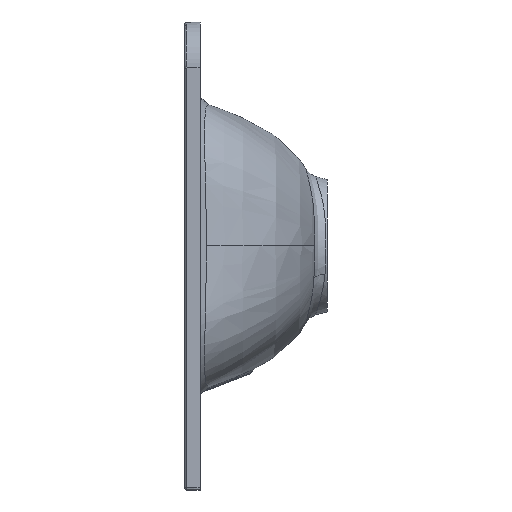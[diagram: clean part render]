
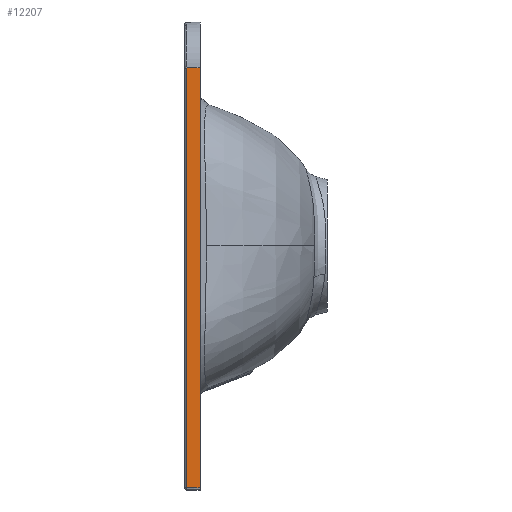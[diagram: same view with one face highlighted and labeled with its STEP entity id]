
A CAD part, left-side view. The second image highlights one B-rep face of the part: STEP entity #12207.
In plain terms, the highlighted planar face has unit normal (-1, 0.018, 0).
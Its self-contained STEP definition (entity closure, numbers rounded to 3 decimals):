
#95 = VECTOR ( 'NONE', #19935, 1000. ) ;
#546 = VECTOR ( 'NONE', #8893, 1000. ) ;
#1048 = DIRECTION ( 'NONE',  ( -0.017, -1., 0. ) ) ;
#1979 = ORIENTED_EDGE ( 'NONE', *, *, #2947, .T. ) ;
#2947 = EDGE_CURVE ( 'NONE', #11091, #17138, #23712, .T. ) ;
#4469 = CARTESIAN_POINT ( 'NONE',  ( -502.272, -1.965, -238. ) ) ;
#5138 = CARTESIAN_POINT ( 'NONE',  ( -502.5, -15., 0. ) ) ;
#6279 = ORIENTED_EDGE ( 'NONE', *, *, #8202, .T. ) ;
#6374 = VECTOR ( 'NONE', #10722, 1000. ) ;
#6544 = LINE ( 'NONE', #20630, #6374 ) ;
#7119 = CARTESIAN_POINT ( 'NONE',  ( -502.272, -1.965, 174.779 ) ) ;
#8081 = VERTEX_POINT ( 'NONE', #4469 ) ;
#8202 = EDGE_CURVE ( 'NONE', #17138, #8081, #6544, .T. ) ;
#8227 = ORIENTED_EDGE ( 'NONE', *, *, #23474, .T. ) ;
#8803 = DIRECTION ( 'NONE',  ( -1., 0.017, 0. ) ) ;
#8893 = DIRECTION ( 'NONE',  ( 0., 0., -1. ) ) ;
#9125 = LINE ( 'NONE', #18793, #24267 ) ;
#9288 = AXIS2_PLACEMENT_3D ( 'NONE', #5138, #8803, #11018 ) ;
#10126 = ORIENTED_EDGE ( 'NONE', *, *, #11110, .F. ) ;
#10722 = DIRECTION ( 'NONE',  ( 0., 0., -1. ) ) ;
#10852 = CARTESIAN_POINT ( 'NONE',  ( -502.5, -15., 175.007 ) ) ;
#11018 = DIRECTION ( 'NONE',  ( 0., 0., 1. ) ) ;
#11091 = VERTEX_POINT ( 'NONE', #10852 ) ;
#11110 = EDGE_CURVE ( 'NONE', #11091, #15291, #22329, .T. ) ;
#12207 = ADVANCED_FACE ( 'NONE', ( #16641 ), #14680, .T. ) ;
#13202 = CARTESIAN_POINT ( 'NONE',  ( -502.5, -15., -238. ) ) ;
#14470 = EDGE_LOOP ( 'NONE', ( #6279, #8227, #10126, #1979 ) ) ;
#14680 = PLANE ( 'NONE',  #9288 ) ;
#15291 = VERTEX_POINT ( 'NONE', #13202 ) ;
#16641 = FACE_OUTER_BOUND ( 'NONE', #14470, .T. ) ;
#16858 = CARTESIAN_POINT ( 'NONE',  ( -502.5, -15., 0. ) ) ;
#17138 = VERTEX_POINT ( 'NONE', #7119 ) ;
#18793 = CARTESIAN_POINT ( 'NONE',  ( -502.5, -15., -238. ) ) ;
#19675 = CARTESIAN_POINT ( 'NONE',  ( -502.447, -11.947, 174.954 ) ) ;
#19935 = DIRECTION ( 'NONE',  ( 0.017, 1., -0.017 ) ) ;
#20630 = CARTESIAN_POINT ( 'NONE',  ( -502.272, -1.965, 0. ) ) ;
#22329 = LINE ( 'NONE', #16858, #546 ) ;
#23474 = EDGE_CURVE ( 'NONE', #8081, #15291, #9125, .T. ) ;
#23712 = LINE ( 'NONE', #19675, #95 ) ;
#24267 = VECTOR ( 'NONE', #1048, 1000. ) ;
